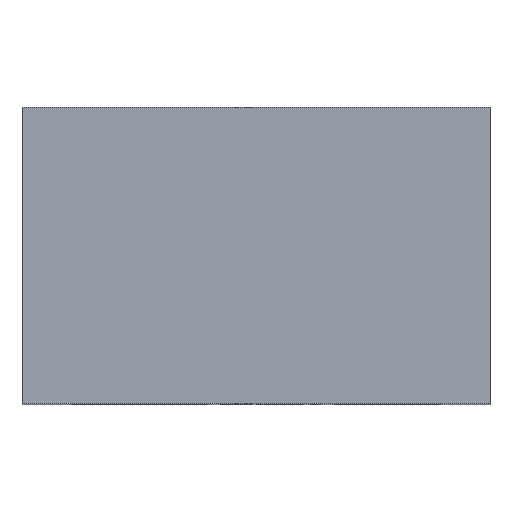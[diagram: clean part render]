
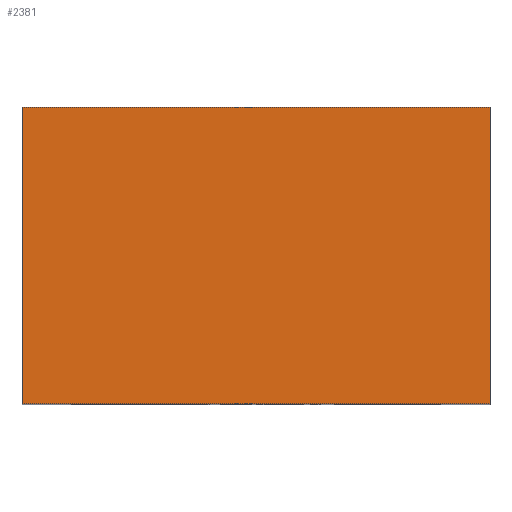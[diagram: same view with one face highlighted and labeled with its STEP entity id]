
A CAD part, top view. The second image highlights one B-rep face of the part: STEP entity #2381.
In plain terms, the highlighted planar face has unit normal (0, 0, 1).
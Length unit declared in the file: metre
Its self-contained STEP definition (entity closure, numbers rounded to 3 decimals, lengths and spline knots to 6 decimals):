
#244=LINE('',#4446,#438);
#245=LINE('',#4449,#439);
#246=LINE('',#4451,#440);
#247=LINE('',#4453,#441);
#438=VECTOR('',#2824,1.);
#439=VECTOR('',#2825,1.);
#440=VECTOR('',#2826,1.);
#441=VECTOR('',#2827,1.);
#523=PLANE('',#2474);
#891=ORIENTED_EDGE('',*,*,#1212,.T.);
#892=ORIENTED_EDGE('',*,*,#1213,.F.);
#893=ORIENTED_EDGE('',*,*,#1214,.F.);
#894=ORIENTED_EDGE('',*,*,#1215,.T.);
#1212=EDGE_CURVE('',#1373,#1374,#244,.T.);
#1213=EDGE_CURVE('',#1375,#1374,#245,.T.);
#1214=EDGE_CURVE('',#1376,#1375,#246,.T.);
#1215=EDGE_CURVE('',#1376,#1373,#247,.T.);
#1373=VERTEX_POINT('',#4447);
#1374=VERTEX_POINT('',#4448);
#1375=VERTEX_POINT('',#4450);
#1376=VERTEX_POINT('',#4452);
#1485=EDGE_LOOP('',(#891,#892,#893,#894));
#1598=FACE_BOUND('',#1485,.T.);
#2381=ADVANCED_FACE('',(#1598),#523,.F.);
#2474=AXIS2_PLACEMENT_3D('',#4445,#2822,#2823);
#2822=DIRECTION('',(0.,0.,-1.));
#2823=DIRECTION('',(-1.,0.,0.));
#2824=DIRECTION('',(-1.,0.,0.));
#2825=DIRECTION('',(0.,1.,0.));
#2826=DIRECTION('',(-1.,0.,0.));
#2827=DIRECTION('',(0.,1.,0.));
#4445=CARTESIAN_POINT('',(0.0205,-0.013,0.02035));
#4446=CARTESIAN_POINT('',(0.0205,0.013,0.02035));
#4447=CARTESIAN_POINT('',(0.0205,0.013,0.02035));
#4448=CARTESIAN_POINT('',(-0.0205,0.013,0.02035));
#4449=CARTESIAN_POINT('',(-0.0205,-0.013,0.02035));
#4450=CARTESIAN_POINT('',(-0.0205,-0.013,0.02035));
#4451=CARTESIAN_POINT('',(0.0205,-0.013,0.02035));
#4452=CARTESIAN_POINT('',(0.0205,-0.013,0.02035));
#4453=CARTESIAN_POINT('',(0.0205,-0.013,0.02035));
